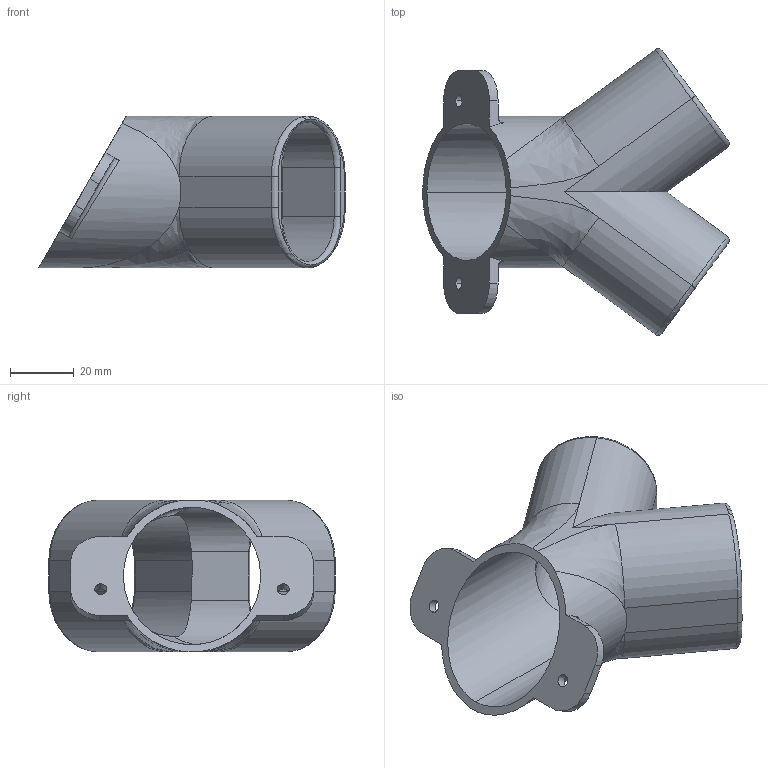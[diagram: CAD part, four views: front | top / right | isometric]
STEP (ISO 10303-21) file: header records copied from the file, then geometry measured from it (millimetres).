
FILE_DESCRIPTION (( 'STEP AP203' ), '1' );
FILE_NAME ('Diverter.STEP', '2024-07-11T02:32:05', ( '' ), ( '' ), 'SwSTEP 2.0', 'SolidWorks 2023', '' );
FILE_SCHEMA (( 'CONFIG_CONTROL_DESIGN' ));
Length unit declared in the file: inch
Products named in the file (1): Diverter
Bounding box: 96.15 x 89.85 x 47.62 mm (x, y, z)
Volume: 51327.4 mm3; surface area: 31170.1 mm2
Topology: 1 solids, 1 shells, 80 faces, 211 edges, 129 vertices
Faces by surface type: cylinder 33, plane 27, torus 14, bspline 6
Entity records: 3238 total; most frequent: CARTESIAN_POINT 1298, ORIENTED_EDGE 418, DIRECTION 375, EDGE_CURVE 209, AXIS2_PLACEMENT_3D 151, VERTEX_POINT 129, EDGE_LOOP 86, ADVANCED_FACE 80
